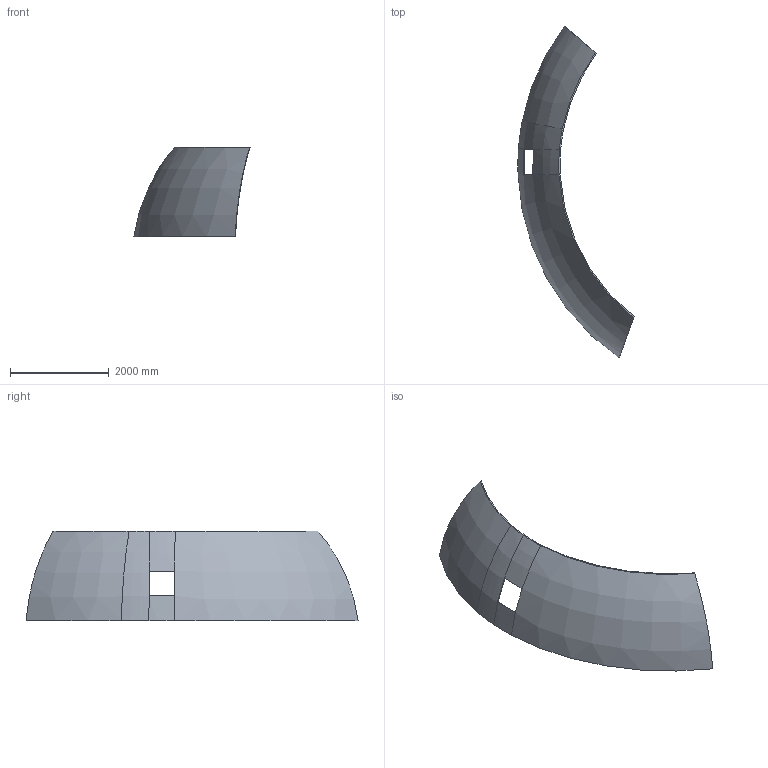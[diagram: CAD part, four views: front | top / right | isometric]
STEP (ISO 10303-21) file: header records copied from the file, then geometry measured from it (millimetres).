
FILE_DESCRIPTION(('STEP AP214'),'1');
FILE_NAME('Design3.stp','2024-02-21T09:02:10',(' '),(' '),'Spatial InterOp 3D',' ',' ');
FILE_SCHEMA(('AUTOMOTIVE_DESIGN { 1 0 10303 214 1 1 1 1 }'));
Length unit declared in the file: centimetre
Products named in the file (1): Body1114
Bounding box: 2353.03 x 6721 x 1808.83 mm (x, y, z)
Volume: 248026072.2 mm3; surface area: 28060193.9 mm2
Topology: 4 solids, 4 shells, 26 faces, 70 edges, 52 vertices
Faces by surface type: plane 16, torus 10
Entity records: 2123 total; most frequent: CARTESIAN_POINT 1445, ORIENTED_EDGE 140, DIRECTION 112, EDGE_CURVE 70, VERTEX_POINT 52, AXIS2_PLACEMENT_3D 48, B_SPLINE_CURVE_WITH_KNOTS 36, ADVANCED_FACE 26
